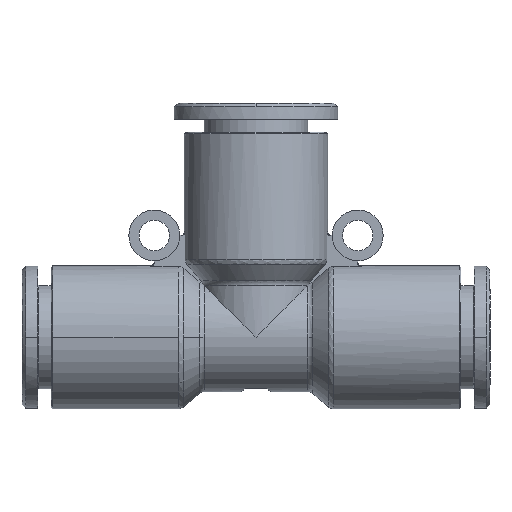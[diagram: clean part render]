
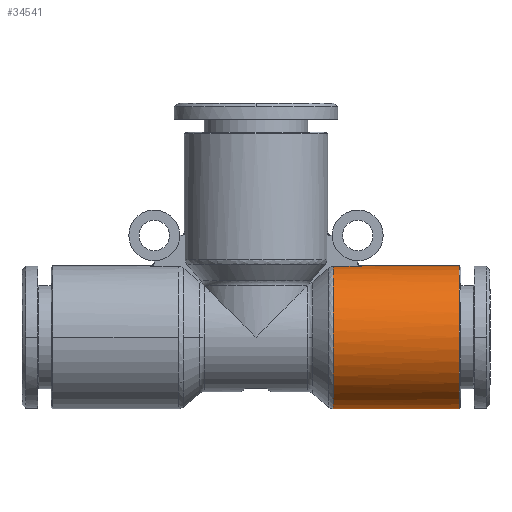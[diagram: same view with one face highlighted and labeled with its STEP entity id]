
A CAD part, front view. The second image highlights one B-rep face of the part: STEP entity #34541.
In plain terms, the highlighted cylindrical face has radius 9.85 mm (diameter 19.7 mm), a partial arc.
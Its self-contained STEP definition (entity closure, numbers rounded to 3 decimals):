
#561 = AXIS2_PLACEMENT_3D ( 'NONE', #31793, #34703, #16310 ) ;
#1129 = DIRECTION ( 'NONE',  ( 1., 0., 0. ) ) ;
#1362 = DIRECTION ( 'NONE',  ( 0., 0., 1. ) ) ;
#1457 = ORIENTED_EDGE ( 'NONE', *, *, #32462, .T. ) ;
#2369 = VERTEX_POINT ( 'NONE', #32996 ) ;
#3479 = DIRECTION ( 'NONE',  ( 1., 0., 0. ) ) ;
#5380 = EDGE_CURVE ( 'NONE', #34582, #8554, #20911, .T. ) ;
#5462 = CARTESIAN_POINT ( 'NONE',  ( -3.193, -1.5, -10.073 ) ) ;
#7508 = VECTOR ( 'NONE', #39152, 1000. ) ;
#7666 = VECTOR ( 'NONE', #11974, 1000. ) ;
#7946 = ORIENTED_EDGE ( 'NONE', *, *, #15986, .T. ) ;
#8475 = CARTESIAN_POINT ( 'NONE',  ( -22.778, 0., -18.3 ) ) ;
#8554 = VERTEX_POINT ( 'NONE', #38907 ) ;
#8972 = LINE ( 'NONE', #19710, #31886 ) ;
#9965 = ORIENTED_EDGE ( 'NONE', *, *, #5380, .F. ) ;
#10063 = DIRECTION ( 'NONE',  ( 0., 0., 1. ) ) ;
#11152 = DIRECTION ( 'NONE',  ( 1., 0., 0. ) ) ;
#11221 = EDGE_CURVE ( 'NONE', #19619, #8554, #11893, .T. ) ;
#11893 = CIRCLE ( 'NONE', #18988, 9.85 ) ;
#11974 = DIRECTION ( 'NONE',  ( 0., 0., 1. ) ) ;
#13322 = VERTEX_POINT ( 'NONE', #27976 ) ;
#14214 = CYLINDRICAL_SURFACE ( 'NONE', #20721, 9.85 ) ;
#15986 = EDGE_CURVE ( 'NONE', #2369, #25603, #22472, .T. ) ;
#16001 = EDGE_LOOP ( 'NONE', ( #9965, #1457, #27901, #7946, #20547, #36333 ) ) ;
#16310 = DIRECTION ( 'NONE',  ( 1., 0., 0. ) ) ;
#16317 = EDGE_CURVE ( 'NONE', #25603, #19619, #21572, .T. ) ;
#18988 = AXIS2_PLACEMENT_3D ( 'NONE', #31384, #24858, #3479 ) ;
#19619 = VERTEX_POINT ( 'NONE', #37438 ) ;
#19710 = CARTESIAN_POINT ( 'NONE',  ( -3.078, 0., -18.3 ) ) ;
#20547 = ORIENTED_EDGE ( 'NONE', *, *, #16317, .T. ) ;
#20721 = AXIS2_PLACEMENT_3D ( 'NONE', #31725, #10063, #1129 ) ;
#20877 = CIRCLE ( 'NONE', #24758, 9.85 ) ;
#20911 = LINE ( 'NONE', #8475, #7508 ) ;
#21572 = LINE ( 'NONE', #5462, #7666 ) ;
#22125 = CARTESIAN_POINT ( 'NONE',  ( -22.778, 0., -28. ) ) ;
#22472 = CIRCLE ( 'NONE', #561, 9.85 ) ;
#23320 = CARTESIAN_POINT ( 'NONE',  ( -12.928, 0., -28. ) ) ;
#24758 = AXIS2_PLACEMENT_3D ( 'NONE', #23320, #29455, #11152 ) ;
#24858 = DIRECTION ( 'NONE',  ( 0., 0., -1. ) ) ;
#25152 = FACE_OUTER_BOUND ( 'NONE', #16001, .T. ) ;
#25603 = VERTEX_POINT ( 'NONE', #28979 ) ;
#27901 = ORIENTED_EDGE ( 'NONE', *, *, #39360, .T. ) ;
#27976 = CARTESIAN_POINT ( 'NONE',  ( -3.078, 0., -28. ) ) ;
#28979 = CARTESIAN_POINT ( 'NONE',  ( -3.193, -1.5, -14.5 ) ) ;
#29455 = DIRECTION ( 'NONE',  ( 0., 0., 1. ) ) ;
#31384 = CARTESIAN_POINT ( 'NONE',  ( -12.928, 0., -10.664 ) ) ;
#31725 = CARTESIAN_POINT ( 'NONE',  ( -12.928, 0., -18.3 ) ) ;
#31793 = CARTESIAN_POINT ( 'NONE',  ( -12.928, 0., -14.5 ) ) ;
#31886 = VECTOR ( 'NONE', #1362, 1000. ) ;
#32462 = EDGE_CURVE ( 'NONE', #34582, #13322, #20877, .T. ) ;
#32996 = CARTESIAN_POINT ( 'NONE',  ( -3.078, 0., -14.5 ) ) ;
#34541 = ADVANCED_FACE ( 'NONE', ( #25152 ), #14214, .T. ) ;
#34582 = VERTEX_POINT ( 'NONE', #22125 ) ;
#34703 = DIRECTION ( 'NONE',  ( 0., 0., -1. ) ) ;
#36333 = ORIENTED_EDGE ( 'NONE', *, *, #11221, .T. ) ;
#37438 = CARTESIAN_POINT ( 'NONE',  ( -3.193, -1.5, -10.664 ) ) ;
#38907 = CARTESIAN_POINT ( 'NONE',  ( -22.778, 0., -10.664 ) ) ;
#39152 = DIRECTION ( 'NONE',  ( 0., 0., 1. ) ) ;
#39360 = EDGE_CURVE ( 'NONE', #13322, #2369, #8972, .T. ) ;
